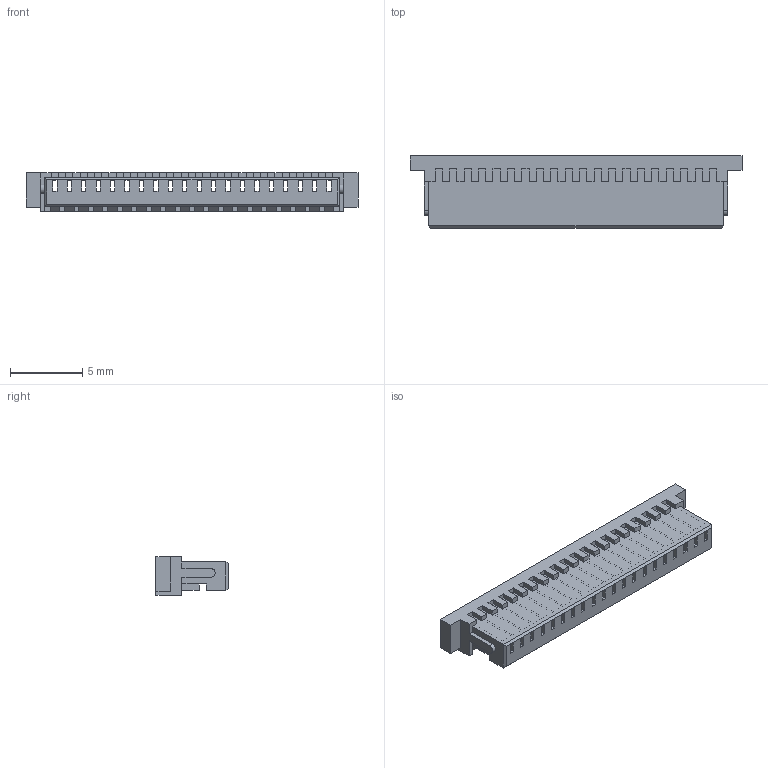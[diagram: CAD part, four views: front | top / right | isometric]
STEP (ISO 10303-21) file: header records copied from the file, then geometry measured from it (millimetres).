
FILE_DESCRIPTION (( 'STEP AP214' ), '1' );
FILE_NAME ('FHG10001-S20M2W1B-REF .STEP', '2025-03-13T01:39:59', ( '' ), ( '' ), 'SwSTEP 2.0', 'SolidWorks 2021', '' );
FILE_SCHEMA (( 'AUTOMOTIVE_DESIGN' ));
Length unit declared in the file: millimetre
Products named in the file (1): FHG10001-S20M2W1B-REF 
Bounding box: 23 x 5 x 2.7 mm (x, y, z)
Volume: 96.5 mm3; surface area: 839.8 mm2
Topology: 1 solids, 1 shells, 694 faces, 2090 edges, 1378 vertices
Faces by surface type: plane 692, cylinder 2
Entity records: 23104 total; most frequent: ORIENTED_EDGE 4180, CARTESIAN_POINT 4163, DIRECTION 3484, EDGE_CURVE 2090, VECTOR 2086, LINE 2086, VERTEX_POINT 1378, EDGE_LOOP 754
